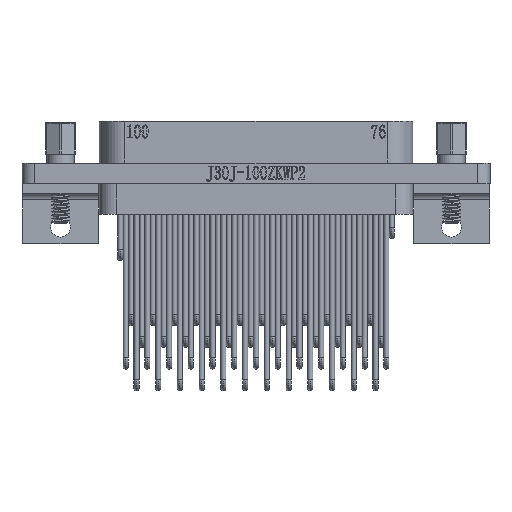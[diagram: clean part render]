
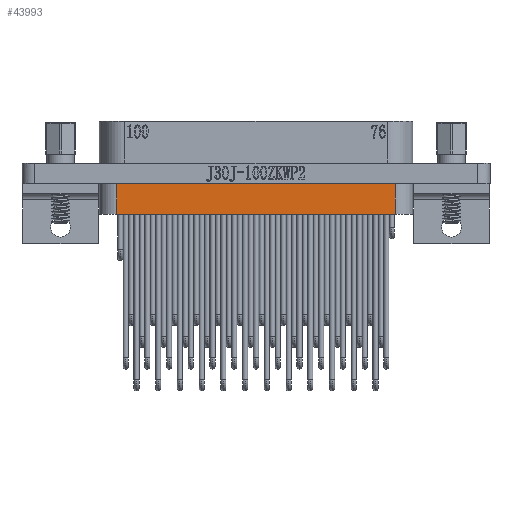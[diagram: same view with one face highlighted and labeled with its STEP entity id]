
A CAD part, front view. The second image highlights one B-rep face of the part: STEP entity #43993.
In plain terms, the highlighted planar face has unit normal (0, -1, 0).
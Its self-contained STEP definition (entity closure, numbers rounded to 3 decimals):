
#2979 = CARTESIAN_POINT ( 'NONE',  ( 16.3, -4.55, -2.4 ) ) ;
#5612 = EDGE_CURVE ( 'NONE', #8694, #22757, #69189, .T. ) ;
#7086 = VECTOR ( 'NONE', #18772, 1000. ) ;
#8694 = VERTEX_POINT ( 'NONE', #16670 ) ;
#9306 = ORIENTED_EDGE ( 'NONE', *, *, #38935, .T. ) ;
#9354 = VECTOR ( 'NONE', #45377, 1000. ) ;
#14915 = EDGE_CURVE ( 'NONE', #74707, #59670, #39300, .T. ) ;
#16670 = CARTESIAN_POINT ( 'NONE',  ( 16.3, -4.55, -6. ) ) ;
#18772 = DIRECTION ( 'NONE',  ( -1., 0., 0. ) ) ;
#19228 = LINE ( 'NONE', #32775, #7086 ) ;
#22616 = VECTOR ( 'NONE', #32098, 1000. ) ;
#22757 = VERTEX_POINT ( 'NONE', #25767 ) ;
#23662 = CARTESIAN_POINT ( 'NONE',  ( -16.3, -4.55, -6. ) ) ;
#25767 = CARTESIAN_POINT ( 'NONE',  ( 16.3, -4.55, -2.4 ) ) ;
#27891 = CARTESIAN_POINT ( 'NONE',  ( -16.3, -4.55, -2.4 ) ) ;
#31404 = AXIS2_PLACEMENT_3D ( 'NONE', #74360, #60336, #75215 ) ;
#32098 = DIRECTION ( 'NONE',  ( 0., 0., 1. ) ) ;
#32775 = CARTESIAN_POINT ( 'NONE',  ( 16.3, -4.55, -6. ) ) ;
#33558 = VECTOR ( 'NONE', #68775, 1000. ) ;
#38935 = EDGE_CURVE ( 'NONE', #22757, #59670, #72019, .T. ) ;
#39300 = LINE ( 'NONE', #66384, #22616 ) ;
#40865 = EDGE_LOOP ( 'NONE', ( #9306, #48787, #82586, #55745 ) ) ;
#41254 = CARTESIAN_POINT ( 'NONE',  ( 16.3, -4.55, -6. ) ) ;
#43993 = ADVANCED_FACE ( 'NONE', ( #81969 ), #47676, .F. ) ;
#45377 = DIRECTION ( 'NONE',  ( -1., 0., 0. ) ) ;
#47676 = PLANE ( 'NONE',  #31404 ) ;
#48787 = ORIENTED_EDGE ( 'NONE', *, *, #14915, .F. ) ;
#55745 = ORIENTED_EDGE ( 'NONE', *, *, #5612, .T. ) ;
#59670 = VERTEX_POINT ( 'NONE', #27891 ) ;
#60336 = DIRECTION ( 'NONE',  ( 0., 1., 0. ) ) ;
#66384 = CARTESIAN_POINT ( 'NONE',  ( -16.3, -4.55, -6. ) ) ;
#68775 = DIRECTION ( 'NONE',  ( 0., 0., 1. ) ) ;
#69189 = LINE ( 'NONE', #41254, #33558 ) ;
#72019 = LINE ( 'NONE', #2979, #9354 ) ;
#74360 = CARTESIAN_POINT ( 'NONE',  ( 16.3, -4.55, -6. ) ) ;
#74446 = EDGE_CURVE ( 'NONE', #8694, #74707, #19228, .T. ) ;
#74707 = VERTEX_POINT ( 'NONE', #23662 ) ;
#75215 = DIRECTION ( 'NONE',  ( 0., 0., 1. ) ) ;
#81969 = FACE_OUTER_BOUND ( 'NONE', #40865, .T. ) ;
#82586 = ORIENTED_EDGE ( 'NONE', *, *, #74446, .F. ) ;
